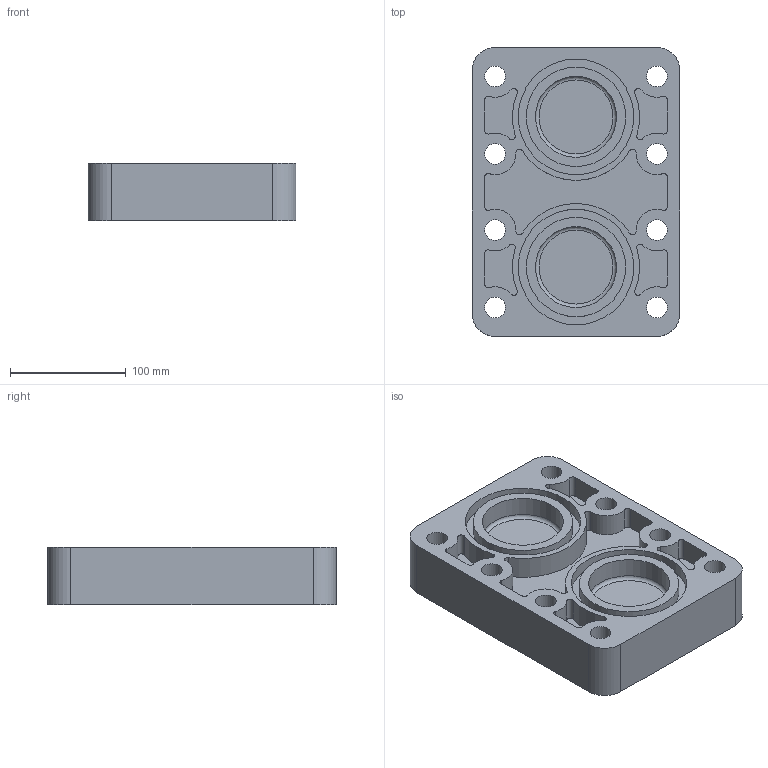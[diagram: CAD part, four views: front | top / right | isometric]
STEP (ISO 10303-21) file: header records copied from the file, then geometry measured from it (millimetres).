
FILE_DESCRIPTION(/* description */ (''),/* implementation_level */ '2;1');
FILE_NAME(/* name */ 'Part 047.stp',/* time_stamp */ '2015-02-21T16:12:03+02:00',/* author */ ('SFC'),/* organization */ (''),/* preprocessor_version */ 'ST-DEVELOPER v15.2',/* originating_system */ 'Autodesk Inventor 2014',/* authorisation */ '');
FILE_SCHEMA (('AUTOMOTIVE_DESIGN { 1 0 10303 214 3 1 1 }'));
Length unit declared in the file: millimetre
Products named in the file (1): Part 047
Bounding box: 180 x 250 x 50 mm (x, y, z)
Volume: 1680913.9 mm3; surface area: 195008.4 mm2
Topology: 1 solids, 1 shells, 101 faces, 238 edges, 158 vertices
Faces by surface type: cylinder 68, plane 31, torus 2
Full cylindrical faces by diameter (mm): 18 x8, 25 x8, 70 x2, 86 x2, 100 x2
Entity records: 2945 total; most frequent: DIRECTION 556, CARTESIAN_POINT 474, ORIENTED_EDGE 428, AXIS2_PLACEMENT_3D 240, EDGE_CURVE 214, EDGE_LOOP 160, VERTEX_POINT 158, CIRCLE 138
